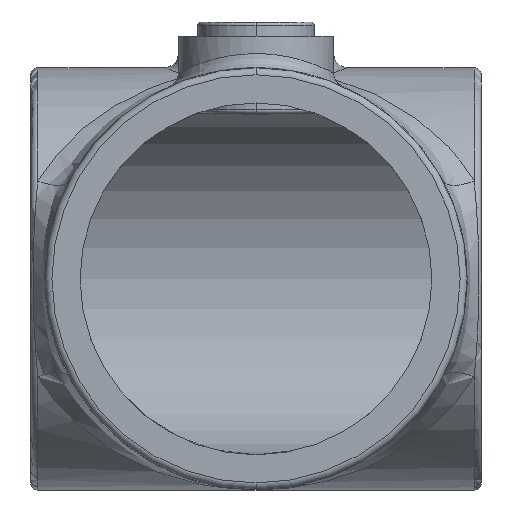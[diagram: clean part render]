
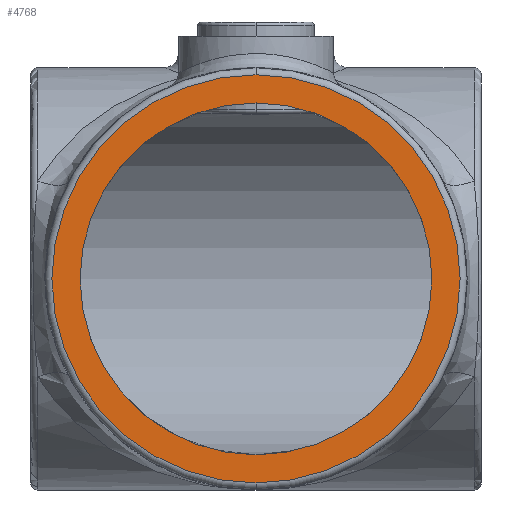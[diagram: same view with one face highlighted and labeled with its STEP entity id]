
A CAD part, front view. The second image highlights one B-rep face of the part: STEP entity #4768.
In plain terms, the highlighted planar face has unit normal (0, -1, 0).
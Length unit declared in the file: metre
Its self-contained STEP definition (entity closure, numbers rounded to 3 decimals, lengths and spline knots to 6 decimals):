
#40 = AXIS2_PLACEMENT_3D ( 'NONE', #7025, #3099, #4194 ) ;
#49 = CARTESIAN_POINT ( 'NONE',  ( -0.047166, -0.027619, -0.00225 ) ) ;
#394 = VERTEX_POINT ( 'NONE', #7217 ) ;
#445 = ORIENTED_EDGE ( 'NONE', *, *, #1203, .T. ) ;
#480 = EDGE_CURVE ( 'NONE', #3285, #5473, #4581, .T. ) ;
#504 = EDGE_CURVE ( 'NONE', #394, #5537, #4667, .T. ) ;
#727 = CARTESIAN_POINT ( 'NONE',  ( -0.047166, -0.027619, -0.02725 ) ) ;
#963 = CIRCLE ( 'NONE', #7520, 0.029 ) ;
#1065 = FACE_BOUND ( 'NONE', #4737, .T. ) ;
#1203 = EDGE_CURVE ( 'NONE', #5473, #3285, #6245, .T. ) ;
#1303 = AXIS2_PLACEMENT_3D ( 'NONE', #2165, #6743, #4520 ) ;
#1956 = ORIENTED_EDGE ( 'NONE', *, *, #4218, .T. ) ;
#2127 = CARTESIAN_POINT ( 'NONE',  ( -0.047166, -0.027619, -0.00225 ) ) ;
#2165 = CARTESIAN_POINT ( 'NONE',  ( -0.047166, -0.027619, -0.00225 ) ) ;
#2218 = DIRECTION ( 'NONE',  ( 0., -1., 0. ) ) ;
#2241 = CARTESIAN_POINT ( 'NONE',  ( -0.047166, -0.027619, -0.00225 ) ) ;
#2296 = DIRECTION ( 'NONE',  ( 0., 0., 1. ) ) ;
#2542 = ORIENTED_EDGE ( 'NONE', *, *, #504, .T. ) ;
#3099 = DIRECTION ( 'NONE',  ( 0., 1., 0. ) ) ;
#3285 = VERTEX_POINT ( 'NONE', #5244 ) ;
#3432 = EDGE_LOOP ( 'NONE', ( #1956, #2542 ) ) ;
#3862 = ORIENTED_EDGE ( 'NONE', *, *, #480, .T. ) ;
#4154 = CARTESIAN_POINT ( 'NONE',  ( -0.047166, -0.027619, 0.02675 ) ) ;
#4194 = DIRECTION ( 'NONE',  ( 0., 0., 1. ) ) ;
#4218 = EDGE_CURVE ( 'NONE', #5537, #394, #963, .T. ) ;
#4442 = DIRECTION ( 'NONE',  ( 0., -1., 0. ) ) ;
#4520 = DIRECTION ( 'NONE',  ( 1., 0., 0. ) ) ;
#4560 = DIRECTION ( 'NONE',  ( 0., 1., 0. ) ) ;
#4581 = CIRCLE ( 'NONE', #5197, 0.025 ) ;
#4667 = CIRCLE ( 'NONE', #6377, 0.029 ) ;
#4737 = EDGE_LOOP ( 'NONE', ( #445, #3862 ) ) ;
#4768 = ADVANCED_FACE ( 'NONE', ( #1065, #6246 ), #5670, .F. ) ;
#4981 = DIRECTION ( 'NONE',  ( 0., 0., 1. ) ) ;
#5197 = AXIS2_PLACEMENT_3D ( 'NONE', #2241, #4560, #4981 ) ;
#5244 = CARTESIAN_POINT ( 'NONE',  ( -0.047166, -0.027619, 0.02275 ) ) ;
#5473 = VERTEX_POINT ( 'NONE', #727 ) ;
#5537 = VERTEX_POINT ( 'NONE', #4154 ) ;
#5670 = PLANE ( 'NONE',  #1303 ) ;
#6245 = CIRCLE ( 'NONE', #40, 0.025 ) ;
#6246 = FACE_OUTER_BOUND ( 'NONE', #3432, .T. ) ;
#6377 = AXIS2_PLACEMENT_3D ( 'NONE', #2127, #4442, #6780 ) ;
#6743 = DIRECTION ( 'NONE',  ( 0., 1., 0. ) ) ;
#6780 = DIRECTION ( 'NONE',  ( 0., 0., 1. ) ) ;
#7025 = CARTESIAN_POINT ( 'NONE',  ( -0.047166, -0.027619, -0.00225 ) ) ;
#7217 = CARTESIAN_POINT ( 'NONE',  ( -0.047166, -0.027619, -0.03125 ) ) ;
#7520 = AXIS2_PLACEMENT_3D ( 'NONE', #49, #2218, #2296 ) ;
